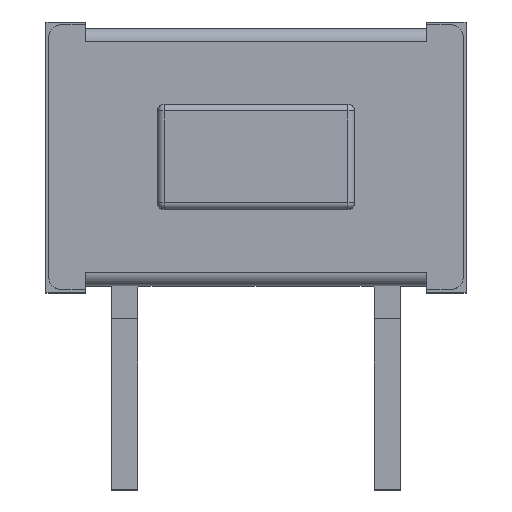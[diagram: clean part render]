
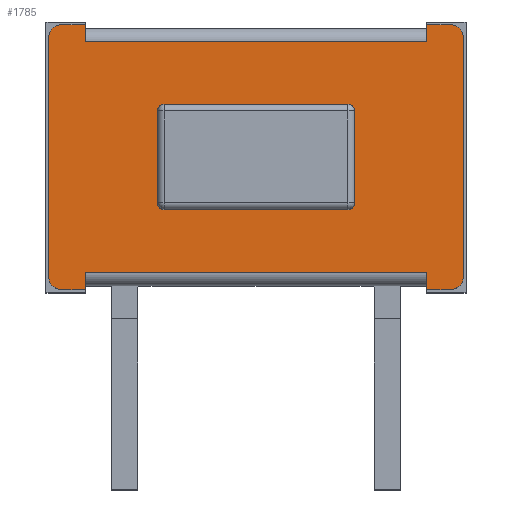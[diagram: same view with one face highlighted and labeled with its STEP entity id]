
A CAD part, top view. The second image highlights one B-rep face of the part: STEP entity #1785.
In plain terms, the highlighted planar face has unit normal (0, 0, 1).
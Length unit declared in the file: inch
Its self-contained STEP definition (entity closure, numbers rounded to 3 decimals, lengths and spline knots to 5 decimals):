
#72=DIRECTION('',(1.,0.,0.));
#73=VECTOR('',#72,0.14);
#74=CARTESIAN_POINT('',(-0.07,-0.04,0.));
#75=LINE('',#74,#73);
#76=DIRECTION('',(0.,1.,0.));
#77=VECTOR('',#76,0.07);
#78=CARTESIAN_POINT('',(0.075,-0.035,0.));
#79=LINE('',#78,#77);
#80=DIRECTION('',(-1.,0.,0.));
#81=VECTOR('',#80,0.14);
#82=CARTESIAN_POINT('',(0.07,0.04,0.));
#83=LINE('',#82,#81);
#84=DIRECTION('',(0.,-1.,0.));
#85=VECTOR('',#84,0.07);
#86=CARTESIAN_POINT('',(-0.075,0.035,0.));
#87=LINE('',#86,#85);
#88=CARTESIAN_POINT('',(0.148,-0.091,0.));
#89=DIRECTION('',(0.,0.,1.));
#90=DIRECTION('',(0.,-1.,0.));
#91=AXIS2_PLACEMENT_3D('',#88,#89,#90);
#93=DIRECTION('',(-1.,0.,0.));
#94=VECTOR('',#93,0.018);
#95=CARTESIAN_POINT('',(0.148,-0.101,0.));
#96=LINE('',#95,#94);
#97=DIRECTION('',(1.,0.,0.));
#98=VECTOR('',#97,0.26);
#99=CARTESIAN_POINT('',(-0.13,-0.088,0.));
#100=LINE('',#99,#98);
#101=DIRECTION('',(-1.,0.,0.));
#102=VECTOR('',#101,0.018);
#103=CARTESIAN_POINT('',(-0.13,-0.101,0.));
#104=LINE('',#103,#102);
#105=CARTESIAN_POINT('',(-0.148,-0.091,0.));
#106=DIRECTION('',(0.,0.,1.));
#107=DIRECTION('',(-1.,0.,0.));
#108=AXIS2_PLACEMENT_3D('',#105,#106,#107);
#110=DIRECTION('',(0.,1.,0.));
#111=VECTOR('',#110,0.182);
#112=CARTESIAN_POINT('',(-0.158,-0.091,0.));
#113=LINE('',#112,#111);
#114=CARTESIAN_POINT('',(-0.148,0.091,0.));
#115=DIRECTION('',(0.,0.,1.));
#116=DIRECTION('',(0.,1.,0.));
#117=AXIS2_PLACEMENT_3D('',#114,#115,#116);
#119=DIRECTION('',(1.,0.,0.));
#120=VECTOR('',#119,0.018);
#121=CARTESIAN_POINT('',(-0.148,0.101,0.));
#122=LINE('',#121,#120);
#123=DIRECTION('',(-1.,0.,0.));
#124=VECTOR('',#123,0.26);
#125=CARTESIAN_POINT('',(0.13,0.088,0.));
#126=LINE('',#125,#124);
#127=DIRECTION('',(1.,0.,0.));
#128=VECTOR('',#127,0.018);
#129=CARTESIAN_POINT('',(0.13,0.101,0.));
#130=LINE('',#129,#128);
#131=CARTESIAN_POINT('',(0.148,0.091,0.));
#132=DIRECTION('',(0.,0.,1.));
#133=DIRECTION('',(1.,0.,0.));
#134=AXIS2_PLACEMENT_3D('',#131,#132,#133);
#136=DIRECTION('',(0.,-1.,0.));
#137=VECTOR('',#136,0.182);
#138=CARTESIAN_POINT('',(0.158,0.091,0.));
#139=LINE('',#138,#137);
#152=CARTESIAN_POINT('',(-0.07,-0.035,0.));
#153=DIRECTION('',(0.,0.,-1.));
#154=DIRECTION('',(0.,-1.,0.));
#155=AXIS2_PLACEMENT_3D('',#152,#153,#154);
#184=CARTESIAN_POINT('',(-0.07,0.035,0.));
#185=DIRECTION('',(0.,0.,-1.));
#186=DIRECTION('',(-1.,0.,0.));
#187=AXIS2_PLACEMENT_3D('',#184,#185,#186);
#201=CARTESIAN_POINT('',(0.07,0.035,0.));
#202=DIRECTION('',(0.,0.,-1.));
#203=DIRECTION('',(0.,1.,0.));
#204=AXIS2_PLACEMENT_3D('',#201,#202,#203);
#218=CARTESIAN_POINT('',(0.07,-0.035,0.));
#219=DIRECTION('',(0.,0.,-1.));
#220=DIRECTION('',(1.,0.,0.));
#221=AXIS2_PLACEMENT_3D('',#218,#219,#220);
#330=DIRECTION('',(0.,-1.,0.));
#331=VECTOR('',#330,0.013);
#332=CARTESIAN_POINT('',(0.13,0.101,0.));
#333=LINE('',#332,#331);
#346=DIRECTION('',(0.,-1.,0.));
#347=VECTOR('',#346,0.013);
#348=CARTESIAN_POINT('',(0.13,-0.088,0.));
#349=LINE('',#348,#347);
#430=DIRECTION('',(0.,1.,0.));
#431=VECTOR('',#430,0.013);
#432=CARTESIAN_POINT('',(-0.13,-0.101,0.));
#433=LINE('',#432,#431);
#434=DIRECTION('',(0.,1.,0.));
#435=VECTOR('',#434,0.013);
#436=CARTESIAN_POINT('',(-0.13,0.088,0.));
#437=LINE('',#436,#435);
#1360=CARTESIAN_POINT('',(-0.075,-0.035,0.));
#1361=VERTEX_POINT('',#1360);
#1363=CARTESIAN_POINT('',(-0.07,-0.04,0.));
#1365=VERTEX_POINT('',#1363);
#1370=CARTESIAN_POINT('',(0.07,-0.04,0.));
#1371=VERTEX_POINT('',#1370);
#1373=CARTESIAN_POINT('',(0.075,-0.035,0.));
#1375=VERTEX_POINT('',#1373);
#1380=CARTESIAN_POINT('',(0.075,0.035,0.));
#1381=VERTEX_POINT('',#1380);
#1383=CARTESIAN_POINT('',(0.07,0.04,0.));
#1385=VERTEX_POINT('',#1383);
#1388=CARTESIAN_POINT('',(-0.07,0.04,0.));
#1389=VERTEX_POINT('',#1388);
#1390=CARTESIAN_POINT('',(-0.075,0.035,0.));
#1391=VERTEX_POINT('',#1390);
#1448=CARTESIAN_POINT('',(0.13,0.088,0.));
#1449=CARTESIAN_POINT('',(-0.13,0.088,0.));
#1450=VERTEX_POINT('',#1448);
#1451=VERTEX_POINT('',#1449);
#1460=CARTESIAN_POINT('',(-0.13,-0.088,0.));
#1461=CARTESIAN_POINT('',(0.13,-0.088,0.));
#1462=VERTEX_POINT('',#1460);
#1463=VERTEX_POINT('',#1461);
#1556=CARTESIAN_POINT('',(-0.13,-0.101,0.));
#1557=VERTEX_POINT('',#1556);
#1558=CARTESIAN_POINT('',(-0.13,0.101,0.));
#1559=VERTEX_POINT('',#1558);
#1564=CARTESIAN_POINT('',(0.13,-0.101,0.));
#1565=VERTEX_POINT('',#1564);
#1566=CARTESIAN_POINT('',(0.13,0.101,0.));
#1567=VERTEX_POINT('',#1566);
#1568=CARTESIAN_POINT('',(0.148,-0.101,0.));
#1569=CARTESIAN_POINT('',(0.158,-0.091,0.));
#1570=VERTEX_POINT('',#1568);
#1571=VERTEX_POINT('',#1569);
#1576=CARTESIAN_POINT('',(0.158,0.091,0.));
#1577=CARTESIAN_POINT('',(0.148,0.101,0.));
#1578=VERTEX_POINT('',#1576);
#1579=VERTEX_POINT('',#1577);
#1584=CARTESIAN_POINT('',(-0.158,-0.091,0.));
#1585=CARTESIAN_POINT('',(-0.148,-0.101,0.));
#1586=VERTEX_POINT('',#1584);
#1587=VERTEX_POINT('',#1585);
#1592=CARTESIAN_POINT('',(-0.148,0.101,0.));
#1593=CARTESIAN_POINT('',(-0.158,0.091,0.));
#1594=VERTEX_POINT('',#1592);
#1595=VERTEX_POINT('',#1593);
#1728=CARTESIAN_POINT('',(0.,0.,0.));
#1729=DIRECTION('',(0.,0.,1.));
#1730=DIRECTION('',(1.,0.,0.));
#1731=AXIS2_PLACEMENT_3D('',#1728,#1729,#1730);
#1732=PLANE('',#1731);
#1734=ORIENTED_EDGE('',*,*,#1733,.F.);
#1736=ORIENTED_EDGE('',*,*,#1735,.T.);
#1738=ORIENTED_EDGE('',*,*,#1737,.F.);
#1740=ORIENTED_EDGE('',*,*,#1739,.F.);
#1742=ORIENTED_EDGE('',*,*,#1741,.F.);
#1744=ORIENTED_EDGE('',*,*,#1743,.T.);
#1746=ORIENTED_EDGE('',*,*,#1745,.F.);
#1748=ORIENTED_EDGE('',*,*,#1747,.T.);
#1750=ORIENTED_EDGE('',*,*,#1749,.F.);
#1752=ORIENTED_EDGE('',*,*,#1751,.T.);
#1754=ORIENTED_EDGE('',*,*,#1753,.F.);
#1756=ORIENTED_EDGE('',*,*,#1755,.F.);
#1758=ORIENTED_EDGE('',*,*,#1757,.F.);
#1760=ORIENTED_EDGE('',*,*,#1759,.T.);
#1762=ORIENTED_EDGE('',*,*,#1761,.F.);
#1764=ORIENTED_EDGE('',*,*,#1763,.T.);
#1765=EDGE_LOOP('',(#1734,#1736,#1738,#1740,#1742,#1744,#1746,#1748,#1750,#1752,
#1754,#1756,#1758,#1760,#1762,#1764));
#1766=FACE_OUTER_BOUND('',#1765,.F.);
#1768=ORIENTED_EDGE('',*,*,#1767,.T.);
#1770=ORIENTED_EDGE('',*,*,#1769,.F.);
#1772=ORIENTED_EDGE('',*,*,#1771,.T.);
#1774=ORIENTED_EDGE('',*,*,#1773,.F.);
#1776=ORIENTED_EDGE('',*,*,#1775,.T.);
#1778=ORIENTED_EDGE('',*,*,#1777,.F.);
#1780=ORIENTED_EDGE('',*,*,#1779,.T.);
#1782=ORIENTED_EDGE('',*,*,#1781,.F.);
#1783=EDGE_LOOP('',(#1768,#1770,#1772,#1774,#1776,#1778,#1780,#1782));
#1784=FACE_BOUND('',#1783,.F.);
#1785=ADVANCED_FACE('',(#1766,#1784),#1732,.T.);
#92=CIRCLE('',#91,0.01);
#109=CIRCLE('',#108,0.01);
#118=CIRCLE('',#117,0.01);
#135=CIRCLE('',#134,0.01);
#156=CIRCLE('',#155,0.005);
#188=CIRCLE('',#187,0.005);
#205=CIRCLE('',#204,0.005);
#222=CIRCLE('',#221,0.005);
#1733=EDGE_CURVE('',#1570,#1571,#92,.T.);
#1735=EDGE_CURVE('',#1570,#1565,#96,.T.);
#1737=EDGE_CURVE('',#1463,#1565,#349,.T.);
#1739=EDGE_CURVE('',#1462,#1463,#100,.T.);
#1741=EDGE_CURVE('',#1557,#1462,#433,.T.);
#1743=EDGE_CURVE('',#1557,#1587,#104,.T.);
#1745=EDGE_CURVE('',#1586,#1587,#109,.T.);
#1747=EDGE_CURVE('',#1586,#1595,#113,.T.);
#1749=EDGE_CURVE('',#1594,#1595,#118,.T.);
#1751=EDGE_CURVE('',#1594,#1559,#122,.T.);
#1753=EDGE_CURVE('',#1451,#1559,#437,.T.);
#1755=EDGE_CURVE('',#1450,#1451,#126,.T.);
#1757=EDGE_CURVE('',#1567,#1450,#333,.T.);
#1759=EDGE_CURVE('',#1567,#1579,#130,.T.);
#1761=EDGE_CURVE('',#1578,#1579,#135,.T.);
#1763=EDGE_CURVE('',#1578,#1571,#139,.T.);
#1767=EDGE_CURVE('',#1365,#1371,#75,.T.);
#1769=EDGE_CURVE('',#1375,#1371,#222,.T.);
#1771=EDGE_CURVE('',#1375,#1381,#79,.T.);
#1773=EDGE_CURVE('',#1385,#1381,#205,.T.);
#1775=EDGE_CURVE('',#1385,#1389,#83,.T.);
#1777=EDGE_CURVE('',#1391,#1389,#188,.T.);
#1779=EDGE_CURVE('',#1391,#1361,#87,.T.);
#1781=EDGE_CURVE('',#1365,#1361,#156,.T.);
